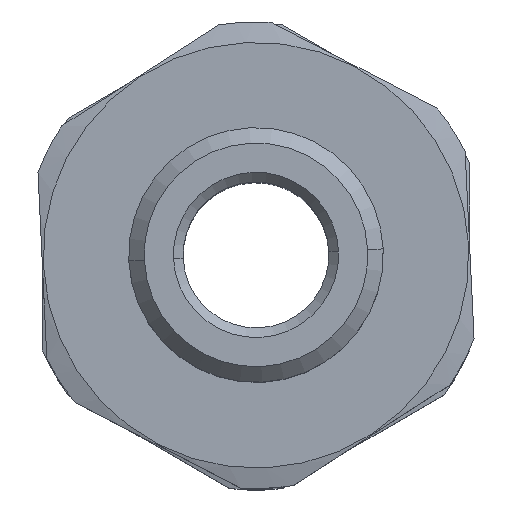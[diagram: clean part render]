
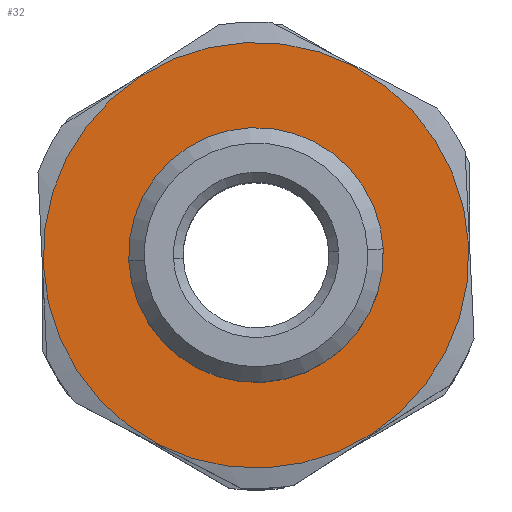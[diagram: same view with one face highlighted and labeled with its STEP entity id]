
A CAD part, top view. The second image highlights one B-rep face of the part: STEP entity #32.
In plain terms, the highlighted planar face has unit normal (0, 0, 1).
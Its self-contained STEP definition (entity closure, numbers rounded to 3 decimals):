
#9 = FACE_BOUND ( 'NONE', #87, .T. ) ;
#32 = ADVANCED_FACE ( 'NONE', ( #457, #9 ), #1083, .F. ) ;
#72 = VERTEX_POINT ( 'NONE', #1970 ) ;
#73 = DIRECTION ( 'NONE',  ( 0.999, 0.048, 0. ) ) ;
#74 = CARTESIAN_POINT ( 'NONE',  ( 10.938, 0.523, 4.5 ) ) ;
#87 = EDGE_LOOP ( 'NONE', ( #1672, #954 ) ) ;
#132 = AXIS2_PLACEMENT_3D ( 'NONE', #730, #540, #152 ) ;
#152 = DIRECTION ( 'NONE',  ( 0.999, 0.048, 0. ) ) ;
#264 = CARTESIAN_POINT ( 'NONE',  ( 0., 0., 4.5 ) ) ;
#285 = DIRECTION ( 'NONE',  ( 0., 0., 1. ) ) ;
#369 = DIRECTION ( 'NONE',  ( -0.999, -0.048, 0. ) ) ;
#411 = AXIS2_PLACEMENT_3D ( 'NONE', #963, #808, #369 ) ;
#457 = FACE_OUTER_BOUND ( 'NONE', #1070, .T. ) ;
#540 = DIRECTION ( 'NONE',  ( 0., 0., 1. ) ) ;
#609 = CARTESIAN_POINT ( 'NONE',  ( 6.543, 0.313, 4.5 ) ) ;
#711 = CIRCLE ( 'NONE', #132, 6.55 ) ;
#718 = EDGE_CURVE ( 'NONE', #72, #731, #1119, .T. ) ;
#730 = CARTESIAN_POINT ( 'NONE',  ( 0., 0., 4.5 ) ) ;
#731 = VERTEX_POINT ( 'NONE', #74 ) ;
#749 = CARTESIAN_POINT ( 'NONE',  ( -6.543, -0.313, 4.5 ) ) ;
#808 = DIRECTION ( 'NONE',  ( 0., 0., -1. ) ) ;
#899 = DIRECTION ( 'NONE',  ( -0.999, -0.048, 0. ) ) ;
#954 = ORIENTED_EDGE ( 'NONE', *, *, #1688, .F. ) ;
#963 = CARTESIAN_POINT ( 'NONE',  ( 0., 0., 4.5 ) ) ;
#1070 = EDGE_LOOP ( 'NONE', ( #2275, #1695 ) ) ;
#1083 = PLANE ( 'NONE',  #1544 ) ;
#1119 = CIRCLE ( 'NONE', #411, 10.95 ) ;
#1174 = CIRCLE ( 'NONE', #2297, 6.55 ) ;
#1406 = VERTEX_POINT ( 'NONE', #609 ) ;
#1414 = CIRCLE ( 'NONE', #1884, 10.95 ) ;
#1514 = EDGE_CURVE ( 'NONE', #1406, #1756, #1174, .T. ) ;
#1544 = AXIS2_PLACEMENT_3D ( 'NONE', #1906, #1915, #899 ) ;
#1672 = ORIENTED_EDGE ( 'NONE', *, *, #1514, .F. ) ;
#1688 = EDGE_CURVE ( 'NONE', #1756, #1406, #711, .T. ) ;
#1695 = ORIENTED_EDGE ( 'NONE', *, *, #2186, .F. ) ;
#1742 = DIRECTION ( 'NONE',  ( -0.999, -0.048, 0. ) ) ;
#1756 = VERTEX_POINT ( 'NONE', #749 ) ;
#1884 = AXIS2_PLACEMENT_3D ( 'NONE', #1961, #2108, #1742 ) ;
#1906 = CARTESIAN_POINT ( 'NONE',  ( -0.313, 6.543, 4.5 ) ) ;
#1915 = DIRECTION ( 'NONE',  ( 0., 0., -1. ) ) ;
#1961 = CARTESIAN_POINT ( 'NONE',  ( 0., 0., 4.5 ) ) ;
#1970 = CARTESIAN_POINT ( 'NONE',  ( -10.938, -0.523, 4.5 ) ) ;
#2108 = DIRECTION ( 'NONE',  ( 0., 0., -1. ) ) ;
#2186 = EDGE_CURVE ( 'NONE', #731, #72, #1414, .T. ) ;
#2275 = ORIENTED_EDGE ( 'NONE', *, *, #718, .F. ) ;
#2297 = AXIS2_PLACEMENT_3D ( 'NONE', #264, #285, #73 ) ;
